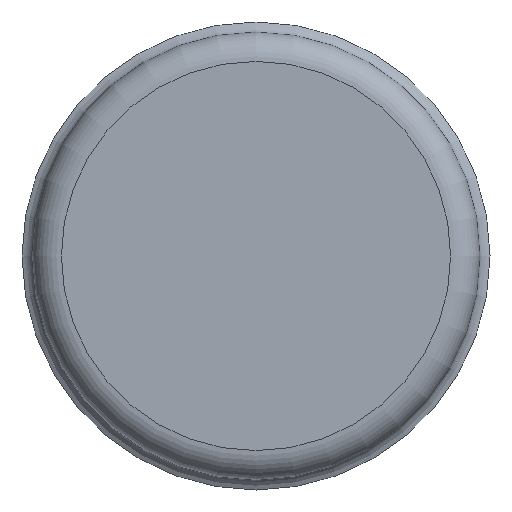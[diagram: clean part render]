
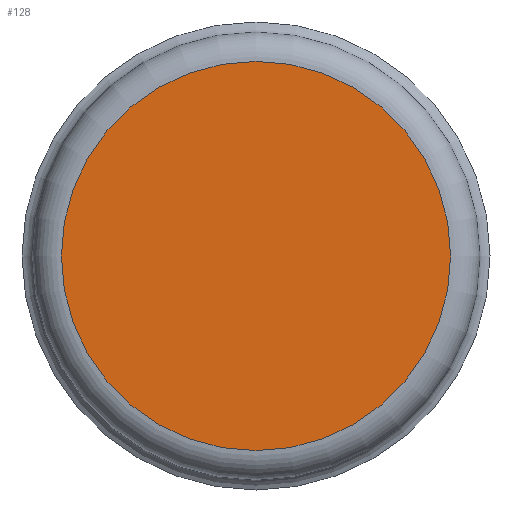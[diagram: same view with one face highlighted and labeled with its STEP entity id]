
A CAD part, front view. The second image highlights one B-rep face of the part: STEP entity #128.
In plain terms, the highlighted planar face has unit normal (0, -1, 0).
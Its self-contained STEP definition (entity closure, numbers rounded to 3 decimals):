
#108 = VERTEX_POINT('',#109);
#109 = CARTESIAN_POINT('',(-36.844,10.,0.));
#116 = EDGE_CURVE('',#108,#108,#117,.T.);
#117 = CIRCLE('',#118,36.844);
#118 = AXIS2_PLACEMENT_3D('',#119,#120,#121);
#119 = CARTESIAN_POINT('',(0.,10.,0.));
#120 = DIRECTION('',(0.,1.,-0.));
#121 = DIRECTION('',(-1.,0.,0.));
#128 = ADVANCED_FACE('',(#129),#132,.F.);
#129 = FACE_BOUND('',#130,.F.);
#130 = EDGE_LOOP('',(#131));
#131 = ORIENTED_EDGE('',*,*,#116,.T.);
#132 = PLANE('',#133);
#133 = AXIS2_PLACEMENT_3D('',#134,#135,#136);
#134 = CARTESIAN_POINT('',(0.,10.,0.));
#135 = DIRECTION('',(0.,1.,0.));
#136 = DIRECTION('',(-1.,0.,0.));
